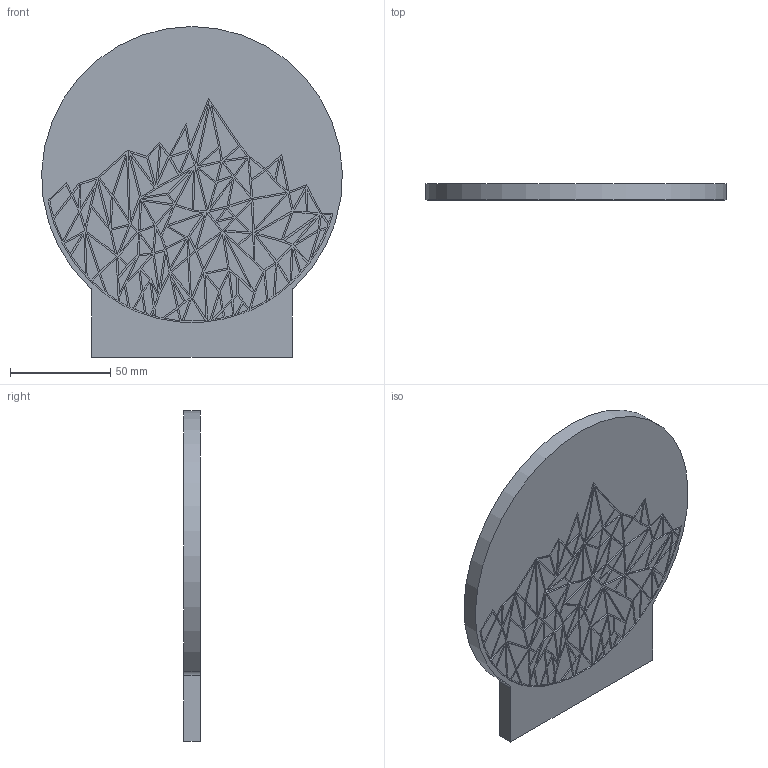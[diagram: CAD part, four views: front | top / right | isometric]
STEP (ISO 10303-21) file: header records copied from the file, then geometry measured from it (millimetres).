
FILE_DESCRIPTION(/* description */ (''),/* implementation_level */ '2;1');
FILE_NAME(/* name */ 'Mountain-Round.step',/* time_stamp */ '2020-12-27T18:57:08+01:00',/* author */ (''),/* organization */ (''),/* preprocessor_version */ 'ST-DEVELOPER v18.1',/* originating_system */ 'Autodesk Translation Framework v9.7.1.1290',/* authorisation */ '');
FILE_SCHEMA (('AUTOMOTIVE_DESIGN { 1 0 10303 214 3 1 1 }'));
Length unit declared in the file: millimetre
Products named in the file (2): Mountain-Round; Acrylic-Round
Assembly tree (1 placements, depth 2):
  Mountain-Round
    Acrylic-Round
Bounding box: 149.93 x 8 x 165 mm (x, y, z)
Volume: 155902.3 mm3; surface area: 49139.7 mm2
Topology: 1 solids, 2 shells, 698 faces, 1682 edges, 1118 vertices
Faces by surface type: plane 643, cylinder 50, bspline 5
Entity records: 20045 total; most frequent: CARTESIAN_POINT 3526, ORIENTED_EDGE 3364, DIRECTION 3184, EDGE_CURVE 1682, LINE 1572, VECTOR 1572, VERTEX_POINT 1118, EDGE_LOOP 831
